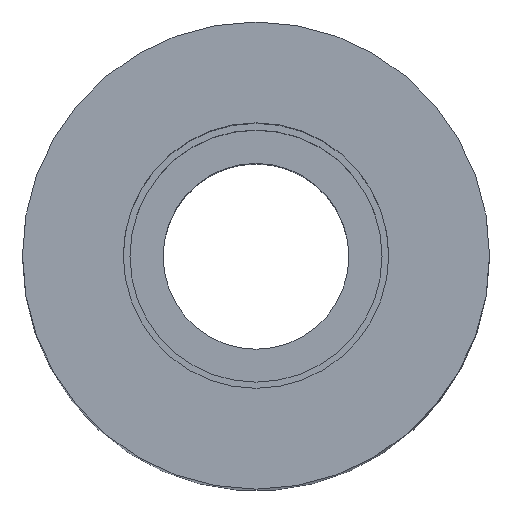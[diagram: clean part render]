
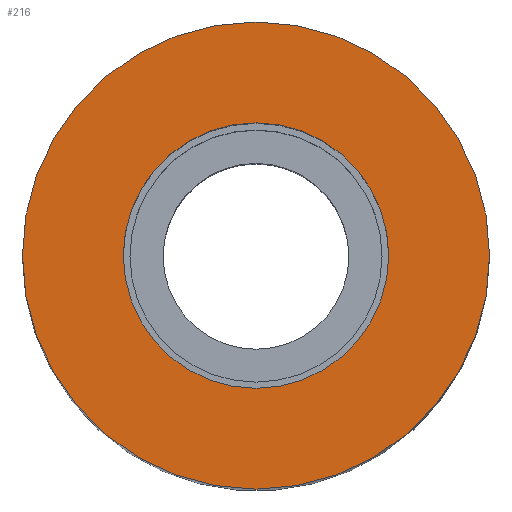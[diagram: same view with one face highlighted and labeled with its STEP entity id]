
A CAD part, top view. The second image highlights one B-rep face of the part: STEP entity #216.
In plain terms, the highlighted planar face has unit normal (0, 0, 1).
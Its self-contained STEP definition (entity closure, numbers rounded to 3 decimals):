
#24 = VERTEX_POINT('',#25);
#25 = CARTESIAN_POINT('',(8.8,0.,36.));
#32 = CYLINDRICAL_SURFACE('',#33,8.8);
#33 = AXIS2_PLACEMENT_3D('',#34,#35,#36);
#34 = CARTESIAN_POINT('',(0.,0.,1.));
#35 = DIRECTION('',(-0.,-0.,-1.));
#36 = DIRECTION('',(1.,0.,0.));
#190 = EDGE_CURVE('',#24,#24,#191,.T.);
#191 = SURFACE_CURVE('',#192,(#197,#204),.PCURVE_S1.);
#192 = CIRCLE('',#193,8.8);
#193 = AXIS2_PLACEMENT_3D('',#194,#195,#196);
#194 = CARTESIAN_POINT('',(0.,0.,36.));
#195 = DIRECTION('',(0.,0.,1.));
#196 = DIRECTION('',(1.,0.,0.));
#197 = PCURVE('',#32,#198);
#198 = DEFINITIONAL_REPRESENTATION('',(#199),#203);
#199 = LINE('',#200,#201);
#200 = CARTESIAN_POINT('',(-0.,-35.));
#201 = VECTOR('',#202,1.);
#202 = DIRECTION('',(-1.,0.));
#203 = ( GEOMETRIC_REPRESENTATION_CONTEXT(2) 
PARAMETRIC_REPRESENTATION_CONTEXT() REPRESENTATION_CONTEXT('2D SPACE',''
  ) );
#204 = PCURVE('',#205,#210);
#205 = PLANE('',#206);
#206 = AXIS2_PLACEMENT_3D('',#207,#208,#209);
#207 = CARTESIAN_POINT('',(0.,0.,36.));
#208 = DIRECTION('',(0.,0.,1.));
#209 = DIRECTION('',(1.,0.,0.));
#210 = DEFINITIONAL_REPRESENTATION('',(#211),#215);
#211 = CIRCLE('',#212,8.8);
#212 = AXIS2_PLACEMENT_2D('',#213,#214);
#213 = CARTESIAN_POINT('',(0.,0.));
#214 = DIRECTION('',(1.,0.));
#215 = ( GEOMETRIC_REPRESENTATION_CONTEXT(2) 
PARAMETRIC_REPRESENTATION_CONTEXT() REPRESENTATION_CONTEXT('2D SPACE',''
  ) );
#216 = ADVANCED_FACE('',(#217,#220),#205,.T.);
#217 = FACE_BOUND('',#218,.T.);
#218 = EDGE_LOOP('',(#219));
#219 = ORIENTED_EDGE('',*,*,#190,.T.);
#220 = FACE_BOUND('',#221,.T.);
#221 = EDGE_LOOP('',(#222));
#222 = ORIENTED_EDGE('',*,*,#223,.F.);
#223 = EDGE_CURVE('',#224,#224,#226,.T.);
#224 = VERTEX_POINT('',#225);
#225 = CARTESIAN_POINT('',(5.,0.,36.));
#226 = SURFACE_CURVE('',#227,(#232,#239),.PCURVE_S1.);
#227 = CIRCLE('',#228,5.);
#228 = AXIS2_PLACEMENT_3D('',#229,#230,#231);
#229 = CARTESIAN_POINT('',(0.,0.,36.));
#230 = DIRECTION('',(0.,0.,1.));
#231 = DIRECTION('',(1.,0.,0.));
#232 = PCURVE('',#205,#233);
#233 = DEFINITIONAL_REPRESENTATION('',(#234),#238);
#234 = CIRCLE('',#235,5.);
#235 = AXIS2_PLACEMENT_2D('',#236,#237);
#236 = CARTESIAN_POINT('',(0.,0.));
#237 = DIRECTION('',(1.,0.));
#238 = ( GEOMETRIC_REPRESENTATION_CONTEXT(2) 
PARAMETRIC_REPRESENTATION_CONTEXT() REPRESENTATION_CONTEXT('2D SPACE',''
  ) );
#239 = PCURVE('',#240,#245);
#240 = CYLINDRICAL_SURFACE('',#241,5.);
#241 = AXIS2_PLACEMENT_3D('',#242,#243,#244);
#242 = CARTESIAN_POINT('',(0.,0.,25.));
#243 = DIRECTION('',(-0.,-0.,-1.));
#244 = DIRECTION('',(1.,0.,0.));
#245 = DEFINITIONAL_REPRESENTATION('',(#246),#250);
#246 = LINE('',#247,#248);
#247 = CARTESIAN_POINT('',(-0.,-11.));
#248 = VECTOR('',#249,1.);
#249 = DIRECTION('',(-1.,0.));
#250 = ( GEOMETRIC_REPRESENTATION_CONTEXT(2) 
PARAMETRIC_REPRESENTATION_CONTEXT() REPRESENTATION_CONTEXT('2D SPACE',''
  ) );
